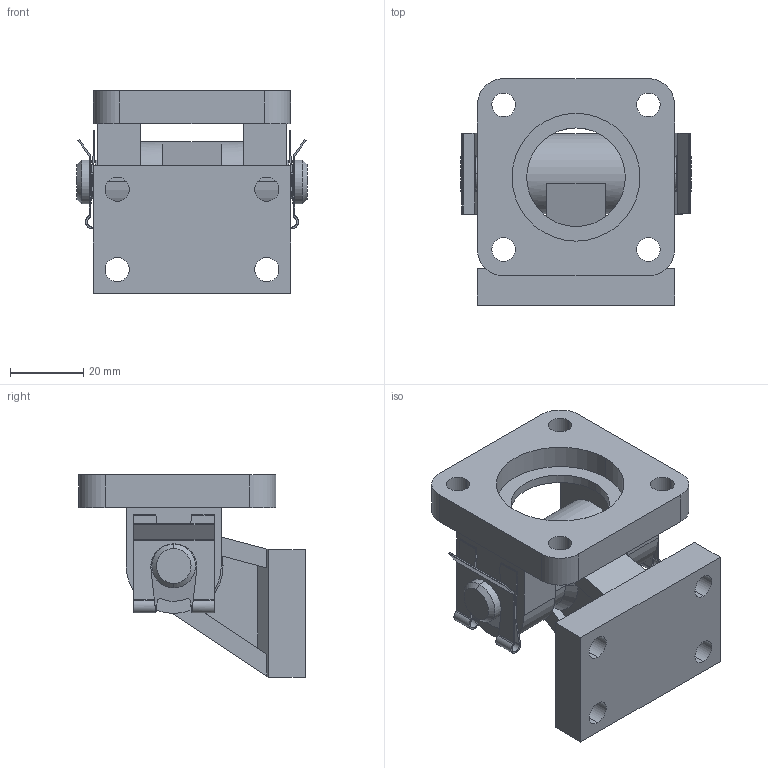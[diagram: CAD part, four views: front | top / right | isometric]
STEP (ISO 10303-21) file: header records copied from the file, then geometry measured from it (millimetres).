
FILE_DESCRIPTION (( 'STEP AP214' ), '1' );
FILE_NAME ('40 EYB.STEP', '2013-12-12T13:17:41', ( '' ), ( '' ), 'SwSTEP 2.0', 'SolidWorks 2010', '' );
FILE_SCHEMA (( 'AUTOMOTIVE_DESIGN' ));
Length unit declared in the file: millimetre
Products named in the file (5): 40   EB ; ÇAP 40 YER BAÐ. (CFM); 40  KLÝPS; 40  EB  P軲輄Varsay齦an; 40  EYB
Assembly tree (5 placements, depth 2):
  40  EYB
    40   EB 
    40  KLÝPS  x2
    40  EB  P軲輄Varsay齦an
    ÇAP 40 YER BAÐ. (CFM)
Bounding box: 63 x 62 x 55.5 mm (x, y, z)
Volume: 70766.8 mm3; surface area: 29172.5 mm2
Topology: 5 solids, 5 shells, 240 faces, 656 edges, 433 vertices
Faces by surface type: plane 126, cylinder 107, cone 7
Entity records: 5657 total; most frequent: CARTESIAN_POINT 1031, DIRECTION 949, ORIENTED_EDGE 916, EDGE_CURVE 458, AXIS2_PLACEMENT_3D 339, VERTEX_POINT 301, LINE 271, VECTOR 271
